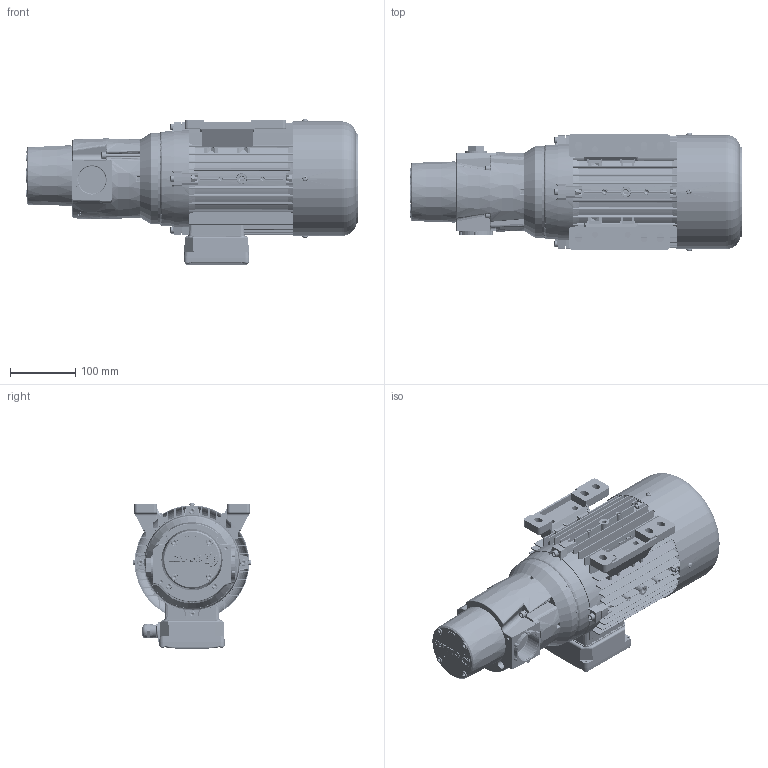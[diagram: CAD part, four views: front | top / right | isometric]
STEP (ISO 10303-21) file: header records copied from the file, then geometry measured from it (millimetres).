
FILE_DESCRIPTION(/* description */ ('Unknown'),/* implementation_level */ '2;1');
FILE_NAME(/* name */ 'QPM3 80-4-0,75',/* time_stamp */ '2016-11-24T14:09:31+01:00',/* author */ ('Unknown'),/* organization */ ('Unknown'),/* preprocessor_version */ 'ST-DEVELOPER v16',/* originating_system */ 'DEX',/* authorisation */ $);
FILE_SCHEMA (('AUTOMOTIVE_DESIGN {1 0 10303 214 3 1 1}'));
Length unit declared in the file: millimetre
Products named in the file (1): 58638001
Bounding box: 508 x 181.3 x 222.25 mm (x, y, z)
Volume: 4347458.1 mm3; surface area: 1199801.4 mm2
Topology: 54 solids, 90 shells, 9086 faces, 23670 edges, 15294 vertices
Faces by surface type: plane 4327, bspline 1942, cylinder 1465, cone 933, torus 331, sphere 88
Full cylindrical faces by diameter (mm): 1.3 x2, 2 x2, 2.792 x2, 3.192 x2, 3.3 x7, 3.5 x2, 4 x28, 4.2 x11, 4.334 x1, 4.917 x18, 5 x15, 5.2 x8, 5.5 x4, 6 x31, 6.4 x4, 6.5 x2, 6.8 x16, 7 x4, 8 x21, 8.4 x1, 9 x8, 10 x24, 11 x8, 12 x4, 12.5 x1, 13 x6, 13.4 x1, 14 x6, 14.3 x1, 14.4 x2
Entity records: 395372 total; most frequent: CARTESIAN_POINT 134530, ORIENTED_EDGE 45320, DIRECTION 38015, EDGE_CURVE 22660, VERTEX_POINT 15040, AXIS2_PLACEMENT_3D 13703, FACE_BOUND 10782, EDGE_LOOP 10724
